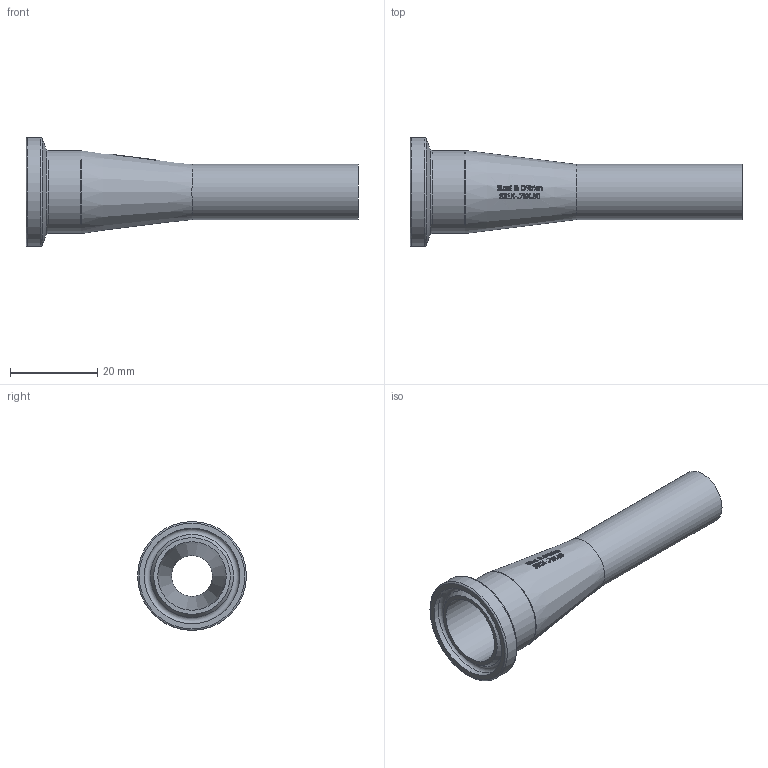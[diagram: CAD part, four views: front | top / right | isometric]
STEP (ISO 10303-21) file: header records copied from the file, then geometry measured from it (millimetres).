
FILE_DESCRIPTION(/* description */ (''),/* implementation_level */ '2;1');
FILE_NAME(/* name */ 'S31K-.75X.50.stp',/* time_stamp */ '2018-12-03T10:35:07-05:00',/* author */ ('rick'),/* organization */ (''),/* preprocessor_version */ 'ST-DEVELOPER v15.2',/* originating_system */ 'Autodesk Inventor 2014',/* authorisation */ '');
FILE_SCHEMA (('AUTOMOTIVE_DESIGN { 1 0 10303 214 3 1 1 }'));
Length unit declared in the file: inch
Products named in the file (1): S31K-.75X.50
Bounding box: 76.2 x 24.99 x 24.99 mm (x, y, z)
Volume: 5774.8 mm3; surface area: 7031.8 mm2
Topology: 1 solids, 1 shells, 408 faces, 1095 edges, 727 vertices
Faces by surface type: bspline 193, plane 164, cone 39, torus 6, cylinder 6
Full cylindrical faces by diameter (mm): 9.398 x1, 12.7 x1, 15.748 x1, 19.05 x1, 21.895 x1, 24.994 x1
Entity records: 16205 total; most frequent: CARTESIAN_POINT 7128, ORIENTED_EDGE 2154, DIRECTION 1316, EDGE_CURVE 1077, VERTEX_POINT 725, LINE 498, VECTOR 498, EDGE_LOOP 464
